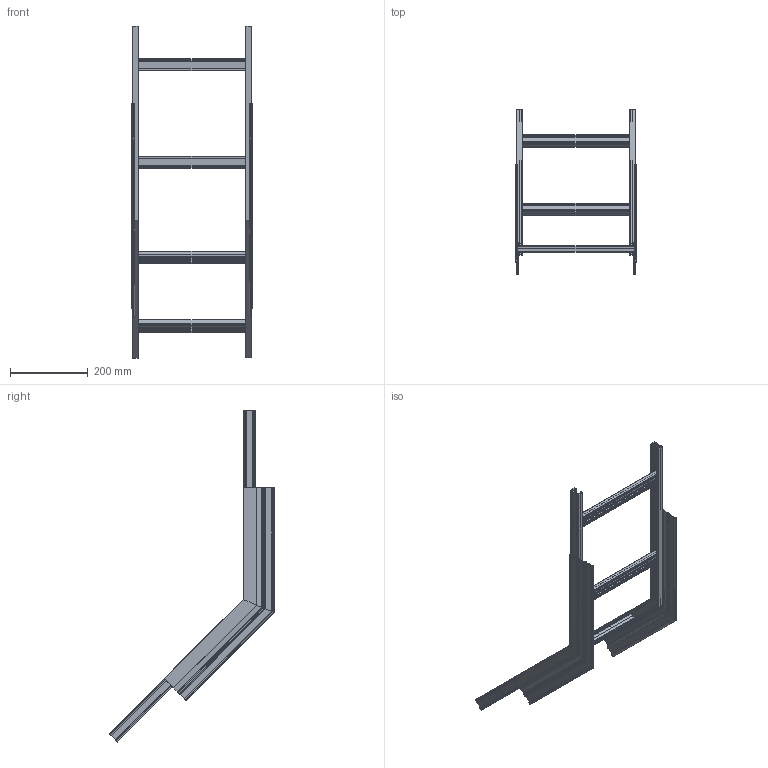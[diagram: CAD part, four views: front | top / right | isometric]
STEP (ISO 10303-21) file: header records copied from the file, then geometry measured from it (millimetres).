
FILE_DESCRIPTION (( 'STEP AP203' ), '1' );
FILE_NAME ('Ñïóñê 45 300 ìì.STEP', '2025-05-06T14:01:13', ( '' ), ( '' ), 'SwSTEP 2.0', 'SolidWorks 2022', '' );
FILE_SCHEMA (( 'CONFIG_CONTROL_DESIGN' ));
Length unit declared in the file: millimetre
Products named in the file (6): С-профиль для Х-отвода 300мм; Спуск 45 300 мм; С-профиль 45град вниз лев 500мм; С-профиль 45град вниз прав 500мм; Стенка 45 левый 287,16мм; Стенка 45 правый 287,16мм
Assembly tree (12 placements, depth 2):
  Спуск 45 300 мм
    С-профиль 45град вниз лев 500мм  x2
    С-профиль 45град вниз прав 500мм  x2
    С-профиль для Х-отвода 300мм  x4
    Стенка 45 левый 287,16мм  x2
    Стенка 45 правый 287,16мм  x2
Bounding box: 311 x 425.47 x 853.55 mm (x, y, z)
Volume: 773830.7 mm3; surface area: 761431 mm2
Topology: 12 solids, 12 shells, 916 faces, 2676 edges, 1784 vertices
Faces by surface type: cylinder 532, plane 384
Entity records: 13568 total; most frequent: CARTESIAN_POINT 2815, ORIENTED_EDGE 2244, DIRECTION 2004, EDGE_CURVE 1122, VERTEX_POINT 748, VECTOR 674, LINE 674, AXIS2_PLACEMENT_3D 665
